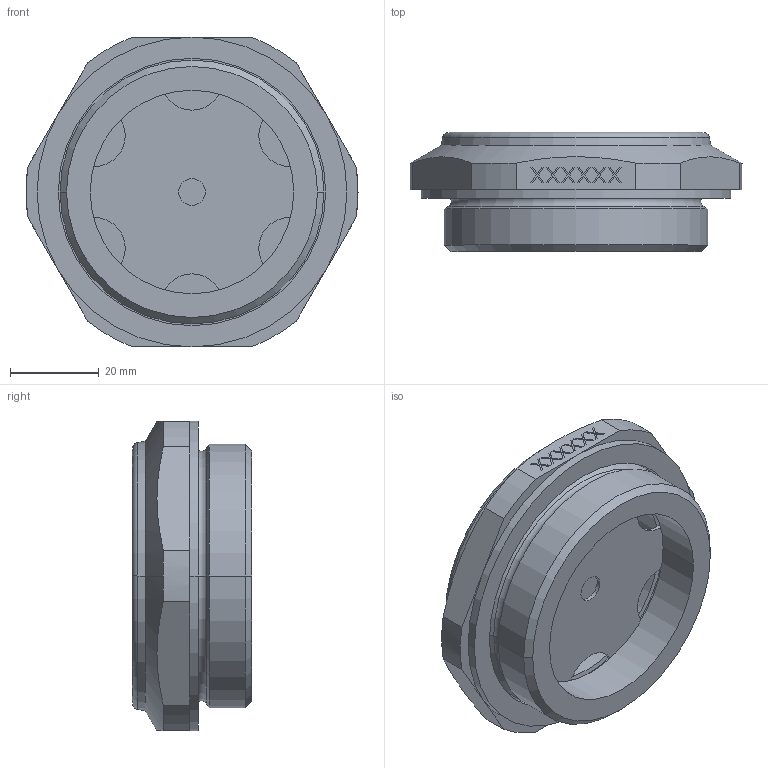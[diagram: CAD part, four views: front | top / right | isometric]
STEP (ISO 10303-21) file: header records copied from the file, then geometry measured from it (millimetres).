
FILE_DESCRIPTION((''),'2;1');
FILE_NAME('21280-00_SCHRUMPF','2025-12-05T14:03:41',('julian.egg'),(''),'CREO PARAMETRIC BY PTC INC, 2025323','CREO PARAMETRIC BY PTC INC, 2025323','');
FILE_SCHEMA(('CONFIG_CONTROL_DESIGN'));
Length unit declared in the file: millimetre
Products named in the file (1): 21280-00_SCHRUMPF
Bounding box: 75 x 26.9 x 70 mm (x, y, z)
Volume: 46930.3 mm3; surface area: 24915.5 mm2
Topology: 2 solids, 2 shells, 165 faces, 414 edges, 266 vertices
Faces by surface type: plane 101, cylinder 40, cone 14, torus 10
Entity records: 4978 total; most frequent: CARTESIAN_POINT 887, DIRECTION 858, ORIENTED_EDGE 828, EDGE_CURVE 414, VECTOR 288, LINE 288, AXIS2_PLACEMENT_3D 285, VERTEX_POINT 266
